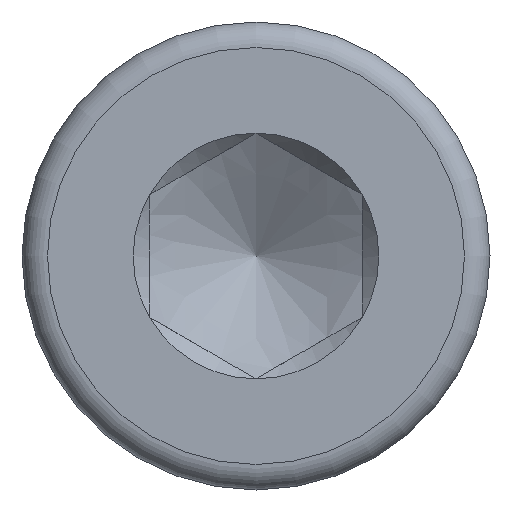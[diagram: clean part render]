
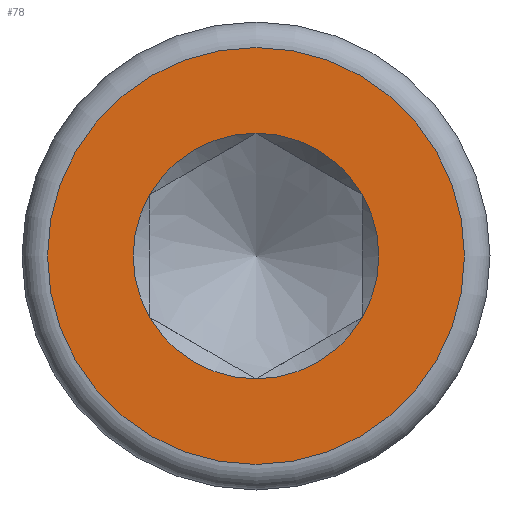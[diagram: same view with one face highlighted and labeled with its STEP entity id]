
A CAD part, left-side view. The second image highlights one B-rep face of the part: STEP entity #78.
In plain terms, the highlighted planar face has unit normal (-1, 0, 0).
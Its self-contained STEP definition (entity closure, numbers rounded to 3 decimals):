
#78 = ADVANCED_FACE( '', ( #162, #163 ), #164, .F. );
#162 = FACE_BOUND( '', #244, .T. );
#163 = FACE_OUTER_BOUND( '', #245, .T. );
#164 = PLANE( '', #246 );
#244 = EDGE_LOOP( '', ( #375, #376, #377, #378, #379, #380 ) );
#245 = EDGE_LOOP( '', ( #381 ) );
#246 = AXIS2_PLACEMENT_3D( '', #382, #383, #384 );
#375 = ORIENTED_EDGE( '', *, *, #464, .T. );
#376 = ORIENTED_EDGE( '', *, *, #465, .T. );
#377 = ORIENTED_EDGE( '', *, *, #438, .T. );
#378 = ORIENTED_EDGE( '', *, *, #466, .T. );
#379 = ORIENTED_EDGE( '', *, *, #457, .T. );
#380 = ORIENTED_EDGE( '', *, *, #447, .T. );
#381 = ORIENTED_EDGE( '', *, *, #451, .F. );
#382 = CARTESIAN_POINT( '', ( -3., 1.443, 0. ) );
#383 = DIRECTION( '', ( 1., 0., 0. ) );
#384 = DIRECTION( '', ( 0., 0., -1. ) );
#438 = EDGE_CURVE( '', #499, #505, #507, .T. );
#447 = EDGE_CURVE( '', #482, #490, #518, .T. );
#451 = EDGE_CURVE( '', #522, #522, #523, .T. );
#457 = EDGE_CURVE( '', #481, #482, #529, .T. );
#464 = EDGE_CURVE( '', #490, #491, #538, .T. );
#465 = EDGE_CURVE( '', #491, #499, #539, .T. );
#466 = EDGE_CURVE( '', #505, #481, #540, .T. );
#481 = VERTEX_POINT( '', #555 );
#482 = VERTEX_POINT( '', #556 );
#490 = VERTEX_POINT( '', #578 );
#491 = VERTEX_POINT( '', #579 );
#499 = VERTEX_POINT( '', #603 );
#505 = VERTEX_POINT( '', #622 );
#507 = CIRCLE( '', #631, 1.443 );
#518 = CIRCLE( '', #664, 1.443 );
#522 = VERTEX_POINT( '', #673 );
#523 = CIRCLE( '', #674, 2.45 );
#529 = CIRCLE( '', #685, 1.443 );
#538 = CIRCLE( '', #694, 1.443 );
#539 = CIRCLE( '', #695, 1.443 );
#540 = CIRCLE( '', #696, 1.443 );
#555 = CARTESIAN_POINT( '', ( -3., 1.25, 0.722 ) );
#556 = CARTESIAN_POINT( '', ( -3., 0., 1.443 ) );
#578 = CARTESIAN_POINT( '', ( -3., -1.25, 0.722 ) );
#579 = CARTESIAN_POINT( '', ( -3., -1.25, -0.722 ) );
#603 = CARTESIAN_POINT( '', ( -3., 0., -1.443 ) );
#622 = CARTESIAN_POINT( '', ( -3., 1.25, -0.722 ) );
#631 = AXIS2_PLACEMENT_3D( '', #716, #717, #718 );
#664 = AXIS2_PLACEMENT_3D( '', #723, #724, #725 );
#673 = CARTESIAN_POINT( '', ( -3., 0., -2.45 ) );
#674 = AXIS2_PLACEMENT_3D( '', #726, #727, #728 );
#685 = AXIS2_PLACEMENT_3D( '', #732, #733, #734 );
#694 = AXIS2_PLACEMENT_3D( '', #741, #742, #743 );
#695 = AXIS2_PLACEMENT_3D( '', #744, #745, #746 );
#696 = AXIS2_PLACEMENT_3D( '', #747, #748, #749 );
#716 = CARTESIAN_POINT( '', ( -3., 0., 0. ) );
#717 = DIRECTION( '', ( 1., 0., 0. ) );
#718 = DIRECTION( '', ( 0., 0., -1. ) );
#723 = CARTESIAN_POINT( '', ( -3., 0., 0. ) );
#724 = DIRECTION( '', ( 1., 0., 0. ) );
#725 = DIRECTION( '', ( 0., 0., -1. ) );
#726 = CARTESIAN_POINT( '', ( -3., 0., 0. ) );
#727 = DIRECTION( '', ( 1., 0., 0. ) );
#728 = DIRECTION( '', ( 0., 0., -1. ) );
#732 = CARTESIAN_POINT( '', ( -3., 0., 0. ) );
#733 = DIRECTION( '', ( 1., 0., 0. ) );
#734 = DIRECTION( '', ( 0., 0., -1. ) );
#741 = CARTESIAN_POINT( '', ( -3., 0., 0. ) );
#742 = DIRECTION( '', ( 1., 0., 0. ) );
#743 = DIRECTION( '', ( 0., 0., -1. ) );
#744 = CARTESIAN_POINT( '', ( -3., 0., 0. ) );
#745 = DIRECTION( '', ( 1., 0., 0. ) );
#746 = DIRECTION( '', ( 0., 0., -1. ) );
#747 = CARTESIAN_POINT( '', ( -3., 0., 0. ) );
#748 = DIRECTION( '', ( 1., 0., 0. ) );
#749 = DIRECTION( '', ( 0., 0., -1. ) );
